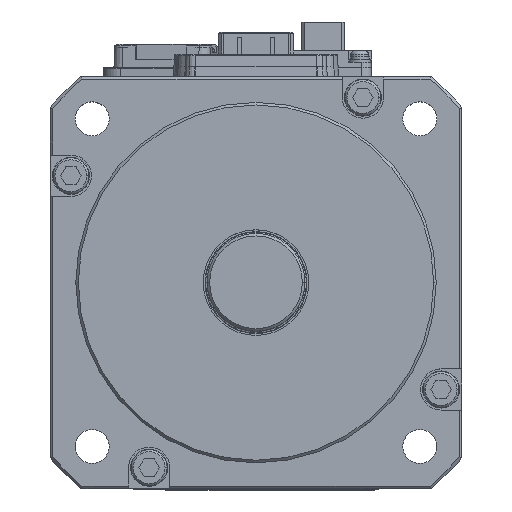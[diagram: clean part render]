
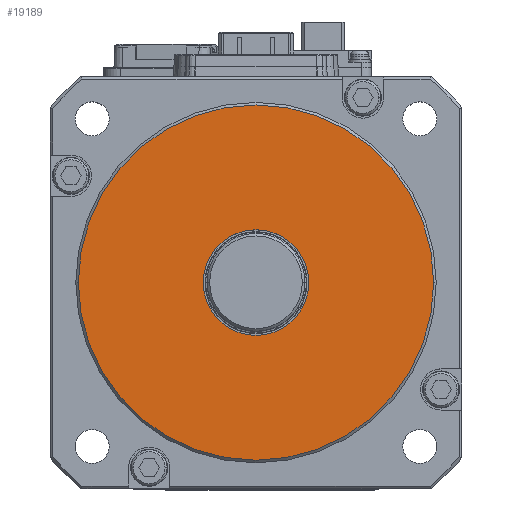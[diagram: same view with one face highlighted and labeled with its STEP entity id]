
A CAD part, top view. The second image highlights one B-rep face of the part: STEP entity #19189.
In plain terms, the highlighted planar face has unit normal (0, 0, 1).
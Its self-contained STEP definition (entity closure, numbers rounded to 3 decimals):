
#2272 = ORIENTED_EDGE ( 'NONE', *, *, #12756, .F. ) ;
#2429 = VERTEX_POINT ( 'NONE', #76673 ) ;
#2506 = AXIS2_PLACEMENT_3D ( 'NONE', #26847, #79077, #19372 ) ;
#4374 = FACE_BOUND ( 'NONE', #69823, .T. ) ;
#11307 = CARTESIAN_POINT ( 'NONE',  ( -34.5, 0., 50.5 ) ) ;
#12756 = EDGE_CURVE ( 'NONE', #21291, #98235, #30765, .T. ) ;
#14707 = CARTESIAN_POINT ( 'NONE',  ( 0., 0., 50.5 ) ) ;
#16060 = ORIENTED_EDGE ( 'NONE', *, *, #23997, .F. ) ;
#19189 = ADVANCED_FACE ( 'NONE', ( #19331, #4374 ), #71641, .T. ) ;
#19331 = FACE_OUTER_BOUND ( 'NONE', #62902, .T. ) ;
#19372 = DIRECTION ( 'NONE',  ( 1., 0., 0. ) ) ;
#20481 = ORIENTED_EDGE ( 'NONE', *, *, #24514, .T. ) ;
#21291 = VERTEX_POINT ( 'NONE', #89399 ) ;
#21363 = AXIS2_PLACEMENT_3D ( 'NONE', #84668, #54274, #24900 ) ;
#22162 = DIRECTION ( 'NONE',  ( 1., 0., 0. ) ) ;
#23173 = CIRCLE ( 'NONE', #2506, 34.5 ) ;
#23231 = AXIS2_PLACEMENT_3D ( 'NONE', #41288, #42272, #33857 ) ;
#23997 = EDGE_CURVE ( 'NONE', #98235, #21291, #73607, .T. ) ;
#24424 = AXIS2_PLACEMENT_3D ( 'NONE', #14707, #45066, #75418 ) ;
#24514 = EDGE_CURVE ( 'NONE', #76001, #2429, #67436, .T. ) ;
#24900 = DIRECTION ( 'NONE',  ( 1., 0., 0. ) ) ;
#26847 = CARTESIAN_POINT ( 'NONE',  ( 0., 0., 50.5 ) ) ;
#30765 = CIRCLE ( 'NONE', #24424, 10.25 ) ;
#31552 = CARTESIAN_POINT ( 'NONE',  ( 10.25, 0., 50.5 ) ) ;
#33857 = DIRECTION ( 'NONE',  ( 1., 0., 0. ) ) ;
#41288 = CARTESIAN_POINT ( 'NONE',  ( 0., 0., 50.5 ) ) ;
#42272 = DIRECTION ( 'NONE',  ( 0., 0., 1. ) ) ;
#45066 = DIRECTION ( 'NONE',  ( 0., 0., 1. ) ) ;
#52815 = EDGE_CURVE ( 'NONE', #2429, #76001, #23173, .T. ) ;
#54274 = DIRECTION ( 'NONE',  ( 0., 0., 1. ) ) ;
#62902 = EDGE_LOOP ( 'NONE', ( #20481, #75996 ) ) ;
#67436 = CIRCLE ( 'NONE', #21363, 34.5 ) ;
#69823 = EDGE_LOOP ( 'NONE', ( #2272, #16060 ) ) ;
#71641 = PLANE ( 'NONE',  #23231 ) ;
#73607 = CIRCLE ( 'NONE', #97516, 10.25 ) ;
#75410 = CARTESIAN_POINT ( 'NONE',  ( 0., 0., 50.5 ) ) ;
#75418 = DIRECTION ( 'NONE',  ( 1., 0., 0. ) ) ;
#75996 = ORIENTED_EDGE ( 'NONE', *, *, #52815, .T. ) ;
#76001 = VERTEX_POINT ( 'NONE', #11307 ) ;
#76673 = CARTESIAN_POINT ( 'NONE',  ( 34.5, 0., 50.5 ) ) ;
#79077 = DIRECTION ( 'NONE',  ( 0., 0., 1. ) ) ;
#84668 = CARTESIAN_POINT ( 'NONE',  ( 0., 0., 50.5 ) ) ;
#89399 = CARTESIAN_POINT ( 'NONE',  ( -10.25, 0., 50.5 ) ) ;
#90908 = DIRECTION ( 'NONE',  ( 0., 0., 1. ) ) ;
#97516 = AXIS2_PLACEMENT_3D ( 'NONE', #75410, #90908, #22162 ) ;
#98235 = VERTEX_POINT ( 'NONE', #31552 ) ;
